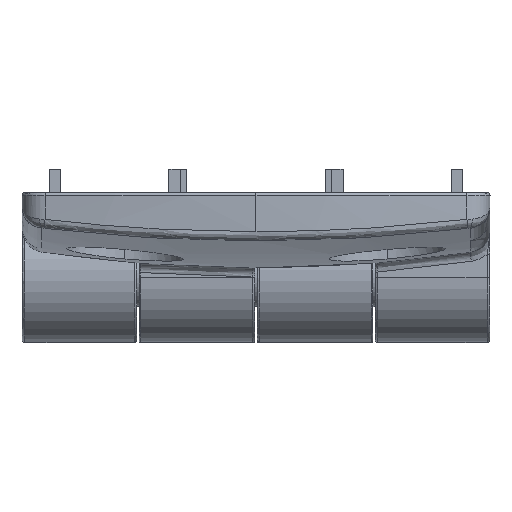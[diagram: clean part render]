
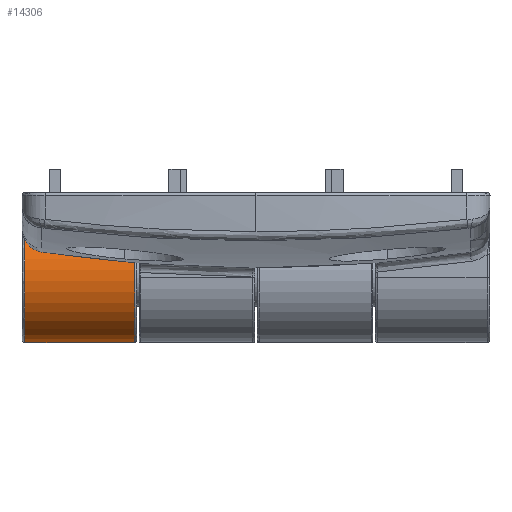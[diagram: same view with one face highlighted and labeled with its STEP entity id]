
A CAD part, left-side view. The second image highlights one B-rep face of the part: STEP entity #14306.
In plain terms, the highlighted cylindrical face has radius 6.95 mm (diameter 13.9 mm), a partial arc.
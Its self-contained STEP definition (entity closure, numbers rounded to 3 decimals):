
#1561 = VECTOR ( 'NONE', #3530, 1000. ) ;
#1698 = DIRECTION ( 'NONE',  ( 0., -1., 0. ) ) ;
#2666 = VERTEX_POINT ( 'NONE', #15351 ) ;
#3169 = DIRECTION ( 'NONE',  ( 0., -1., 0. ) ) ;
#3429 = VERTEX_POINT ( 'NONE', #30912 ) ;
#3530 = DIRECTION ( 'NONE',  ( 0., -1., 0. ) ) ;
#4487 = DIRECTION ( 'NONE',  ( 0., 0., 1. ) ) ;
#4614 = EDGE_CURVE ( 'NONE', #29293, #33348, #14258, .T. ) ;
#5126 = DIRECTION ( 'NONE',  ( 0., 0., 1. ) ) ;
#6235 = CARTESIAN_POINT ( 'NONE',  ( -20.608, 13.974, 48.742 ) ) ;
#6866 = FACE_OUTER_BOUND ( 'NONE', #12227, .T. ) ;
#7304 = CIRCLE ( 'NONE', #7852, 6.95 ) ;
#7345 = VECTOR ( 'NONE', #1698, 1000. ) ;
#7695 = DIRECTION ( 'NONE',  ( 0., -1., 0. ) ) ;
#7852 = AXIS2_PLACEMENT_3D ( 'NONE', #8209, #7695, #5126 ) ;
#8209 = CARTESIAN_POINT ( 'NONE',  ( -20.608, 25.724, 48.742 ) ) ;
#8838 = CIRCLE ( 'NONE', #29401, 6.95 ) ;
#9495 = ORIENTED_EDGE ( 'NONE', *, *, #22367, .F. ) ;
#12227 = EDGE_LOOP ( 'NONE', ( #25517, #9495, #18673, #26640 ) ) ;
#13584 = DIRECTION ( 'NONE',  ( 0., 0., 1. ) ) ;
#13742 = EDGE_CURVE ( 'NONE', #2666, #29293, #7304, .T. ) ;
#14258 = LINE ( 'NONE', #21586, #1561 ) ;
#14306 = ADVANCED_FACE ( 'NONE', ( #6866 ), #17251, .T. ) ;
#15351 = CARTESIAN_POINT ( 'NONE',  ( -24.488, 25.724, 54.508 ) ) ;
#16339 = CARTESIAN_POINT ( 'NONE',  ( -24.488, -23.976, 54.508 ) ) ;
#17251 = CYLINDRICAL_SURFACE ( 'NONE', #23526, 6.95 ) ;
#18673 = ORIENTED_EDGE ( 'NONE', *, *, #28706, .F. ) ;
#19011 = CARTESIAN_POINT ( 'NONE',  ( -13.658, 13.974, 48.742 ) ) ;
#21586 = CARTESIAN_POINT ( 'NONE',  ( -13.658, -23.976, 48.742 ) ) ;
#22367 = EDGE_CURVE ( 'NONE', #3429, #33348, #8838, .T. ) ;
#23526 = AXIS2_PLACEMENT_3D ( 'NONE', #27580, #30292, #4487 ) ;
#24670 = CARTESIAN_POINT ( 'NONE',  ( -13.658, 25.724, 48.742 ) ) ;
#25517 = ORIENTED_EDGE ( 'NONE', *, *, #4614, .T. ) ;
#26640 = ORIENTED_EDGE ( 'NONE', *, *, #13742, .T. ) ;
#27580 = CARTESIAN_POINT ( 'NONE',  ( -20.608, -23.976, 48.742 ) ) ;
#28706 = EDGE_CURVE ( 'NONE', #2666, #3429, #29034, .T. ) ;
#29034 = LINE ( 'NONE', #16339, #7345 ) ;
#29293 = VERTEX_POINT ( 'NONE', #24670 ) ;
#29401 = AXIS2_PLACEMENT_3D ( 'NONE', #6235, #3169, #13584 ) ;
#30292 = DIRECTION ( 'NONE',  ( 0., 1., 0. ) ) ;
#30912 = CARTESIAN_POINT ( 'NONE',  ( -24.488, 13.974, 54.508 ) ) ;
#33348 = VERTEX_POINT ( 'NONE', #19011 ) ;
